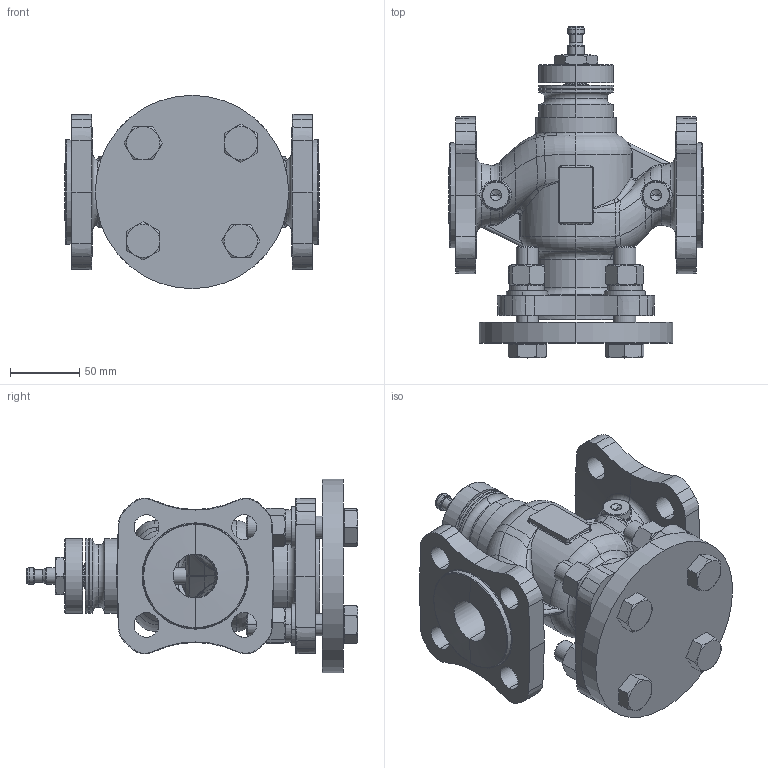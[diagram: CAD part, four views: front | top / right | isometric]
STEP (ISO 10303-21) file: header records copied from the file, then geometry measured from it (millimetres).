
FILE_DESCRIPTION((''),'2;1');
FILE_NAME('VF-2R_DN32_SW0001','2023-03-30T13:49:55',('User'),(''),'CREO PARAMETRIC BY PTC INC, 2019010','CREO PARAMETRIC BY PTC INC, 2019010','');
FILE_SCHEMA(('CONFIG_CONTROL_DESIGN'));
Products named in the file (1): VF-2R_DN32_SW0001
Bounding box: 184.14 x 240.25 x 140 mm (x, y, z)
Surface area: 249043.6 mm2 (no closed solid volume)
Topology: 0 solids, 42 shells, 876 faces, 2765 edges, 1879 vertices
Faces by surface type: bspline 353, cone 173, cylinder 160, plane 136, torus 52, sphere 2
Entity records: 90747 total; most frequent: CARTESIAN_POINT 70135, ORIENTED_EDGE 4694, DIRECTION 3015, EDGE_CURVE 2757, VERTEX_POINT 1879, B_SPLINE_CURVE_WITH_KNOTS 1480, AXIS2_PLACEMENT_3D 1215, EDGE_LOOP 943
